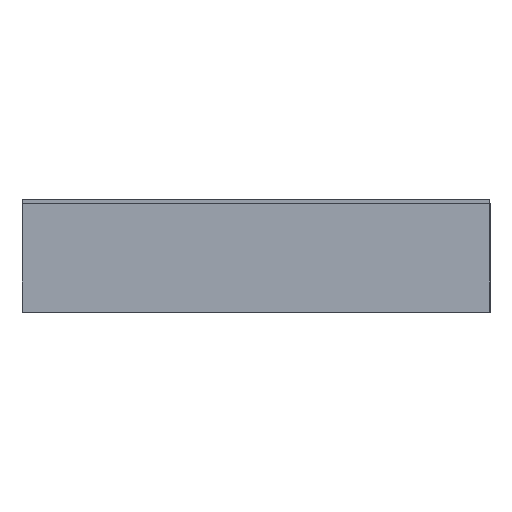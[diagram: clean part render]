
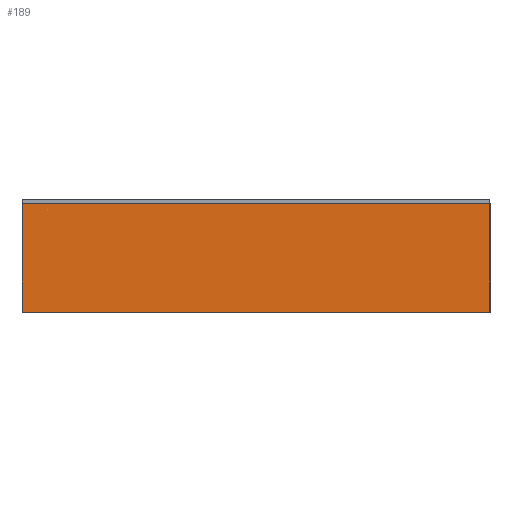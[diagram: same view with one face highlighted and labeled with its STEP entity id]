
A CAD part, left-side view. The second image highlights one B-rep face of the part: STEP entity #189.
In plain terms, the highlighted planar face has unit normal (-1, 0, 0).
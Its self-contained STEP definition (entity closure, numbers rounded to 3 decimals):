
#189=ADVANCED_FACE('',(#419),#420,.T.);
#419=FACE_OUTER_BOUND('',#687,.T.);
#420=PLANE('',#688);
#687=EDGE_LOOP('',(#1691,#1692,#1693,#1694));
#688=AXIS2_PLACEMENT_3D('',#1695,#1696,#1697);
#1691=ORIENTED_EDGE('',*,*,#2013,.F.);
#1692=ORIENTED_EDGE('',*,*,#2014,.F.);
#1693=ORIENTED_EDGE('',*,*,#2010,.T.);
#1694=ORIENTED_EDGE('',*,*,#2006,.T.);
#1695=CARTESIAN_POINT('',(-2.5,-1.25,0.));
#1696=DIRECTION('',(-1.0,0.0,0.0));
#1697=DIRECTION('',(0.0,0.0,1.0));
#2006=EDGE_CURVE('',#2456,#2454,#2457,.T.);
#2010=EDGE_CURVE('',#2461,#2456,#2462,.T.);
#2013=EDGE_CURVE('',#2464,#2454,#2466,.T.);
#2014=EDGE_CURVE('',#2461,#2464,#2467,.T.);
#2454=VERTEX_POINT('',#3461);
#2456=VERTEX_POINT('',#3464);
#2457=LINE('',#3465,#3466);
#2461=VERTEX_POINT('',#3473);
#2462=LINE('',#3474,#3475);
#2464=VERTEX_POINT('',#3478);
#2466=LINE('',#3481,#3482);
#2467=LINE('',#3483,#3484);
#3461=CARTESIAN_POINT('',(-2.5,1.25,0.58));
#3464=CARTESIAN_POINT('',(-2.5,-1.25,0.58));
#3465=CARTESIAN_POINT('',(-2.5,-1.25,0.58));
#3466=VECTOR('',#3738,1.0);
#3473=CARTESIAN_POINT('',(-2.5,-1.25,0.));
#3474=CARTESIAN_POINT('',(-2.5,-1.25,0.));
#3475=VECTOR('',#3742,1.0);
#3478=CARTESIAN_POINT('',(-2.5,1.25,0.));
#3481=CARTESIAN_POINT('',(-2.5,1.25,0.));
#3482=VECTOR('',#3745,1.0);
#3483=CARTESIAN_POINT('',(-2.5,-1.25,0.));
#3484=VECTOR('',#3746,1.0);
#3738=DIRECTION('',(0.0,1.0,0.0));
#3742=DIRECTION('',(0.0,0.0,1.0));
#3745=DIRECTION('',(0.0,0.0,1.0));
#3746=DIRECTION('',(0.0,1.0,0.0));
